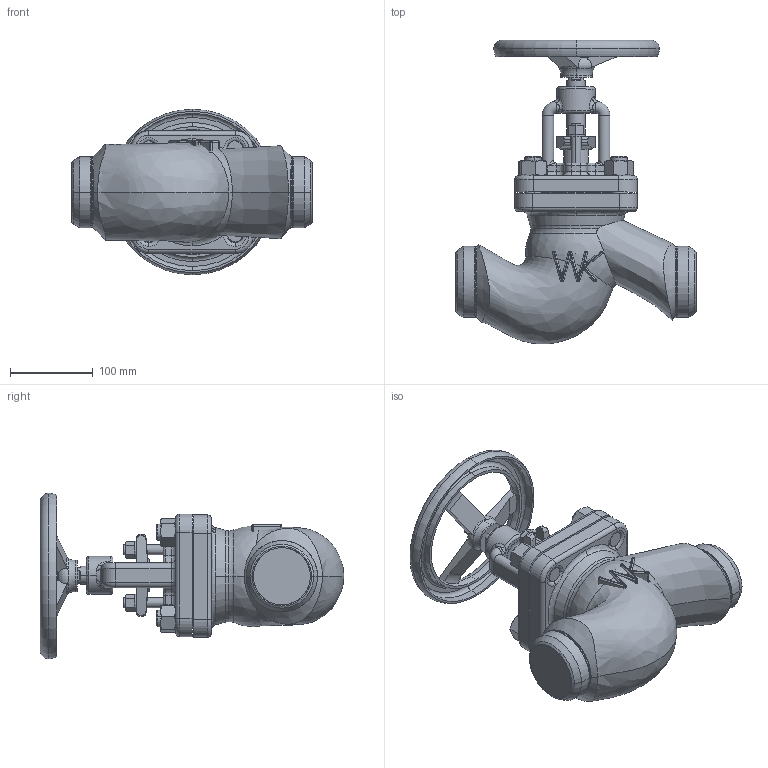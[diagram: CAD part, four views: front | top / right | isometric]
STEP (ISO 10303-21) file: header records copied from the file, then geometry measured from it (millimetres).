
FILE_DESCRIPTION (( 'STEP AP214' ), '1' );
FILE_NAME ('218S DN65 uproszczony.STEP', '2015-06-25T07:00:49', ( '' ), ( '' ), 'SwSTEP 2.0', 'SolidWorks 2015', '' );
FILE_SCHEMA (( 'AUTOMOTIVE_DESIGN' ));
Length unit declared in the file: millimetre
Products named in the file (1): 218S DN65 uproszczony
Bounding box: 290 x 366.91 x 200 mm (x, y, z)
Volume: 4407643.8 mm3; surface area: 504387.6 mm2
Topology: 38 solids, 38 shells, 758 faces, 1730 edges, 1005 vertices
Faces by surface type: cylinder 252, plane 219, cone 103, torus 97, bspline 53, sphere 34
Entity records: 29463 total; most frequent: CARTESIAN_POINT 12763, DIRECTION 3452, ORIENTED_EDGE 3364, EDGE_CURVE 1682, AXIS2_PLACEMENT_3D 1446, VERTEX_POINT 1001, EDGE_LOOP 779, FACE_OUTER_BOUND 756
